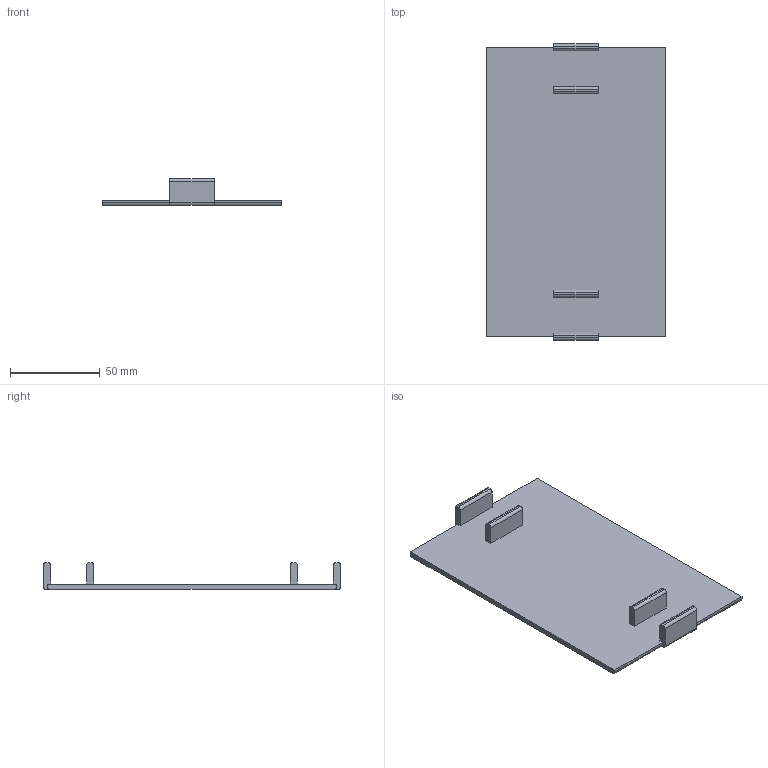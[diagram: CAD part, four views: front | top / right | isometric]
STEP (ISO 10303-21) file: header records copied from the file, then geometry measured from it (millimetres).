
FILE_DESCRIPTION(('Open CASCADE Model'),'2;1');
FILE_NAME('Open CASCADE Shape Model','2023-01-19T19:10:37',('Author'),( 'Open CASCADE'),'Open CASCADE STEP processor 7.6','Open CASCADE 7.6' ,'Unknown');
FILE_SCHEMA(('AUTOMOTIVE_DESIGN { 1 0 10303 214 1 1 1 1 }'));
Length unit declared in the file: millimetre
Products named in the file (1): Open CASCADE STEP translator 7.6 2
Bounding box: 100 x 165 x 15 mm (x, y, z)
Volume: 53206.9 mm3; surface area: 36506.8 mm2
Topology: 1 solids, 1 shells, 42 faces, 114 edges, 76 vertices
Faces by surface type: plane 28, cylinder 14
Entity records: 2818 total; most frequent: CARTESIAN_POINT 569, DIRECTION 408, LINE 250, VECTOR 250, ORIENTED_EDGE 228, PCURVE 228, DEFINITIONAL_REPRESENTATION 228, EDGE_CURVE 114
